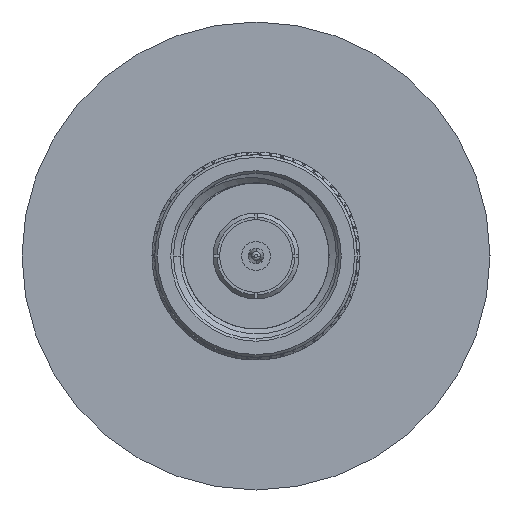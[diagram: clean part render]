
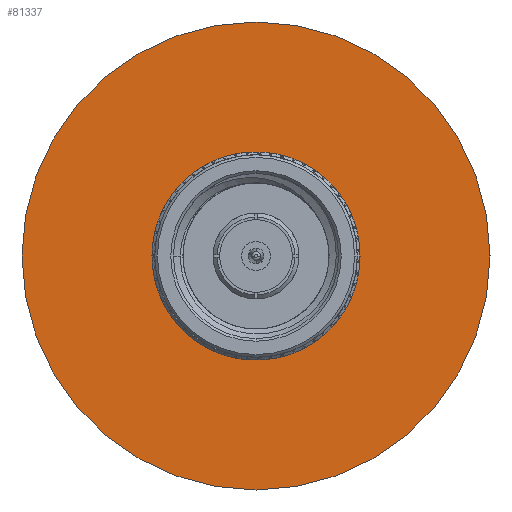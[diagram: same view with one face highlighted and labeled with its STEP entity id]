
A CAD part, left-side view. The second image highlights one B-rep face of the part: STEP entity #81337.
In plain terms, the highlighted planar face has unit normal (-1, 0, 0).
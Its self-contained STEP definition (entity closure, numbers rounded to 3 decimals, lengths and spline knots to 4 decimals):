
#2090 = DIRECTION ( 'NONE',  ( 0., 1., 0. ) ) ;
#7181 = CARTESIAN_POINT ( 'NONE',  ( 0., 0.1881, 0. ) ) ;
#9750 = DIRECTION ( 'NONE',  ( 0., 1., 0. ) ) ;
#10252 = EDGE_LOOP ( 'NONE', ( #26814, #62629 ) ) ;
#12251 = CARTESIAN_POINT ( 'NONE',  ( 0., -0.8858, 0. ) ) ;
#17064 = CIRCLE ( 'NONE', #75051, 0.1881 ) ;
#17302 = CARTESIAN_POINT ( 'NONE',  ( 0., 0., 0. ) ) ;
#17929 = CIRCLE ( 'NONE', #37319, 0.1881 ) ;
#21612 = DIRECTION ( 'NONE',  ( 1., 0., 0. ) ) ;
#23164 = VERTEX_POINT ( 'NONE', #12251 ) ;
#24758 = EDGE_CURVE ( 'NONE', #82596, #76122, #17929, .T. ) ;
#25501 = DIRECTION ( 'NONE',  ( 0., -1., 0. ) ) ;
#26395 = EDGE_CURVE ( 'NONE', #37277, #23164, #53449, .T. ) ;
#26814 = ORIENTED_EDGE ( 'NONE', *, *, #26395, .F. ) ;
#32187 = EDGE_CURVE ( 'NONE', #23164, #37277, #92965, .T. ) ;
#32593 = DIRECTION ( 'NONE',  ( 1., 0., 0. ) ) ;
#33336 = CARTESIAN_POINT ( 'NONE',  ( 0., 0.8858, 0. ) ) ;
#34159 = AXIS2_PLACEMENT_3D ( 'NONE', #17302, #48105, #9750 ) ;
#34655 = AXIS2_PLACEMENT_3D ( 'NONE', #56783, #57768, #57279 ) ;
#35495 = CARTESIAN_POINT ( 'NONE',  ( 0., -0.1881, 0. ) ) ;
#36969 = PLANE ( 'NONE',  #34655 ) ;
#37277 = VERTEX_POINT ( 'NONE', #33336 ) ;
#37319 = AXIS2_PLACEMENT_3D ( 'NONE', #99226, #21612, #43310 ) ;
#38064 = ORIENTED_EDGE ( 'NONE', *, *, #24758, .T. ) ;
#43310 = DIRECTION ( 'NONE',  ( 0., -1., 0. ) ) ;
#44972 = EDGE_LOOP ( 'NONE', ( #38064, #96964 ) ) ;
#47717 = CARTESIAN_POINT ( 'NONE',  ( 0., 0., 0. ) ) ;
#48039 = DIRECTION ( 'NONE',  ( 1., 0., 0. ) ) ;
#48105 = DIRECTION ( 'NONE',  ( 1., 0., 0. ) ) ;
#52098 = FACE_OUTER_BOUND ( 'NONE', #10252, .T. ) ;
#53449 = CIRCLE ( 'NONE', #34159, 0.8858 ) ;
#56783 = CARTESIAN_POINT ( 'NONE',  ( 0., 0., 0. ) ) ;
#57279 = DIRECTION ( 'NONE',  ( 0., 0., 1. ) ) ;
#57768 = DIRECTION ( 'NONE',  ( -1., 0., 0. ) ) ;
#62629 = ORIENTED_EDGE ( 'NONE', *, *, #32187, .F. ) ;
#75051 = AXIS2_PLACEMENT_3D ( 'NONE', #47717, #32593, #25501 ) ;
#76122 = VERTEX_POINT ( 'NONE', #7181 ) ;
#80985 = FACE_BOUND ( 'NONE', #44972, .T. ) ;
#81337 = ADVANCED_FACE ( 'NONE', ( #80985, #52098 ), #36969, .T. ) ;
#81743 = AXIS2_PLACEMENT_3D ( 'NONE', #86825, #48039, #2090 ) ;
#82596 = VERTEX_POINT ( 'NONE', #35495 ) ;
#86014 = EDGE_CURVE ( 'NONE', #76122, #82596, #17064, .T. ) ;
#86825 = CARTESIAN_POINT ( 'NONE',  ( 0., 0., 0. ) ) ;
#92965 = CIRCLE ( 'NONE', #81743, 0.8858 ) ;
#96964 = ORIENTED_EDGE ( 'NONE', *, *, #86014, .T. ) ;
#99226 = CARTESIAN_POINT ( 'NONE',  ( 0., 0., 0. ) ) ;
